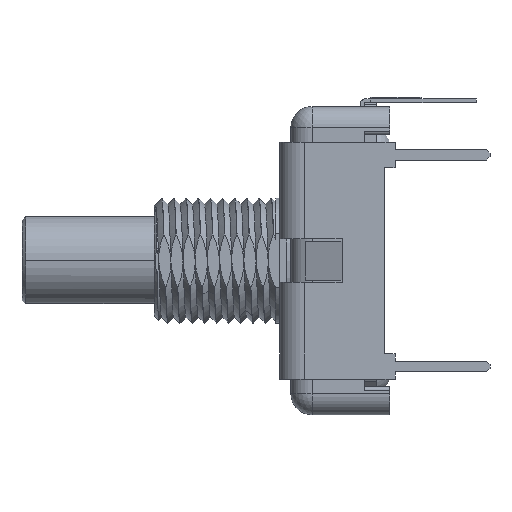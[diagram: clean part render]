
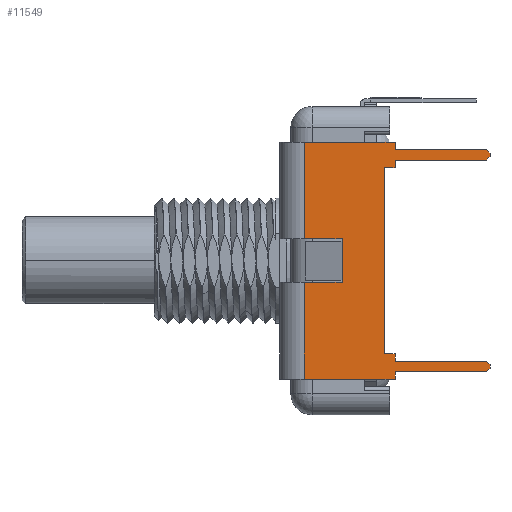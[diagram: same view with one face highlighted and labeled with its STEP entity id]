
A CAD part, left-side view. The second image highlights one B-rep face of the part: STEP entity #11549.
In plain terms, the highlighted planar face has unit normal (-1, 0, 0).
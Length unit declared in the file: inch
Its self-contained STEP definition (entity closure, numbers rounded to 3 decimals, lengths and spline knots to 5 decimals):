
#2506=DIRECTION('',(0.,0.,-1.));
#2507=VECTOR('',#2506,0.2745);
#2508=CARTESIAN_POINT('',(-0.46,0.17,0.336));
#2509=LINE('',#2508,#2507);
#2530=DIRECTION('',(0.,0.,-1.));
#2531=VECTOR('',#2530,0.2745);
#2532=CARTESIAN_POINT('',(-0.46,0.17,-0.0615));
#2533=LINE('',#2532,#2531);
#2534=DIRECTION('',(0.,1.,0.));
#2535=VECTOR('',#2534,0.25746);
#2536=CARTESIAN_POINT('',(-0.46,-0.08746,0.336));
#2537=LINE('',#2536,#2535);
#2538=DIRECTION('',(0.,0.,1.));
#2539=VECTOR('',#2538,0.021);
#2540=CARTESIAN_POINT('',(-0.46,-0.08746,0.315));
#2541=LINE('',#2540,#2539);
#2542=DIRECTION('',(0.,1.,0.));
#2543=VECTOR('',#2542,0.259);
#2544=CARTESIAN_POINT('',(-0.46,-0.34646,0.315));
#2545=LINE('',#2544,#2543);
#2546=DIRECTION('',(0.,0.707,0.707));
#2547=VECTOR('',#2546,0.01414);
#2548=CARTESIAN_POINT('',(-0.46,-0.35646,0.305));
#2549=LINE('',#2548,#2547);
#2550=DIRECTION('',(0.,0.,1.));
#2551=VECTOR('',#2550,0.01);
#2552=CARTESIAN_POINT('',(-0.46,-0.35646,0.295));
#2553=LINE('',#2552,#2551);
#2554=DIRECTION('',(0.,-0.707,0.707));
#2555=VECTOR('',#2554,0.01414);
#2556=CARTESIAN_POINT('',(-0.46,-0.34646,0.285));
#2557=LINE('',#2556,#2555);
#2558=DIRECTION('',(0.,-1.,0.));
#2559=VECTOR('',#2558,0.259);
#2560=CARTESIAN_POINT('',(-0.46,-0.08746,0.285));
#2561=LINE('',#2560,#2559);
#2562=DIRECTION('',(0.,0.,1.));
#2563=VECTOR('',#2562,0.021);
#2564=CARTESIAN_POINT('',(-0.46,-0.08746,0.264));
#2565=LINE('',#2564,#2563);
#2566=DIRECTION('',(0.,-1.,0.));
#2567=VECTOR('',#2566,0.03);
#2568=CARTESIAN_POINT('',(-0.46,-0.05746,0.264));
#2569=LINE('',#2568,#2567);
#2570=DIRECTION('',(0.,0.,1.));
#2571=VECTOR('',#2570,0.528);
#2572=CARTESIAN_POINT('',(-0.46,-0.05746,-0.264));
#2573=LINE('',#2572,#2571);
#2574=DIRECTION('',(0.,1.,0.));
#2575=VECTOR('',#2574,0.03);
#2576=CARTESIAN_POINT('',(-0.46,-0.08746,-0.264));
#2577=LINE('',#2576,#2575);
#2578=DIRECTION('',(0.,0.,1.));
#2579=VECTOR('',#2578,0.021);
#2580=CARTESIAN_POINT('',(-0.46,-0.08746,-0.285));
#2581=LINE('',#2580,#2579);
#2582=DIRECTION('',(0.,1.,0.));
#2583=VECTOR('',#2582,0.259);
#2584=CARTESIAN_POINT('',(-0.46,-0.34646,-0.285));
#2585=LINE('',#2584,#2583);
#2586=DIRECTION('',(0.,0.707,0.707));
#2587=VECTOR('',#2586,0.01414);
#2588=CARTESIAN_POINT('',(-0.46,-0.35646,-0.295));
#2589=LINE('',#2588,#2587);
#2590=DIRECTION('',(0.,0.,1.));
#2591=VECTOR('',#2590,0.01);
#2592=CARTESIAN_POINT('',(-0.46,-0.35646,-0.305));
#2593=LINE('',#2592,#2591);
#2594=DIRECTION('',(0.,-0.707,0.707));
#2595=VECTOR('',#2594,0.01414);
#2596=CARTESIAN_POINT('',(-0.46,-0.34646,-0.315));
#2597=LINE('',#2596,#2595);
#2598=DIRECTION('',(0.,-1.,0.));
#2599=VECTOR('',#2598,0.259);
#2600=CARTESIAN_POINT('',(-0.46,-0.08746,-0.315));
#2601=LINE('',#2600,#2599);
#2602=DIRECTION('',(0.,0.,1.));
#2603=VECTOR('',#2602,0.021);
#2604=CARTESIAN_POINT('',(-0.46,-0.08746,-0.336));
#2605=LINE('',#2604,#2603);
#2606=DIRECTION('',(0.,-1.,0.));
#2607=VECTOR('',#2606,0.25746);
#2608=CARTESIAN_POINT('',(-0.46,0.17,-0.336));
#2609=LINE('',#2608,#2607);
#2610=DIRECTION('',(0.,1.,0.));
#2611=VECTOR('',#2610,0.10746);
#2612=CARTESIAN_POINT('',(-0.46,0.06254,-0.0615));
#2613=LINE('',#2612,#2611);
#2614=DIRECTION('',(0.,0.,-1.));
#2615=VECTOR('',#2614,0.123);
#2616=CARTESIAN_POINT('',(-0.46,0.06254,0.0615));
#2617=LINE('',#2616,#2615);
#2618=DIRECTION('',(0.,-1.,0.));
#2619=VECTOR('',#2618,0.10746);
#2620=CARTESIAN_POINT('',(-0.46,0.17,0.0615));
#2621=LINE('',#2620,#2619);
#7260=CARTESIAN_POINT('',(-0.46,-0.08746,-0.336));
#7261=CARTESIAN_POINT('',(-0.46,-0.08746,-0.315));
#7262=VERTEX_POINT('',#7260);
#7263=VERTEX_POINT('',#7261);
#7264=CARTESIAN_POINT('',(-0.46,-0.08746,-0.285));
#7265=CARTESIAN_POINT('',(-0.46,-0.08746,-0.264));
#7266=VERTEX_POINT('',#7264);
#7267=VERTEX_POINT('',#7265);
#7268=CARTESIAN_POINT('',(-0.46,-0.05746,-0.264));
#7269=VERTEX_POINT('',#7268);
#7270=CARTESIAN_POINT('',(-0.46,-0.05746,0.264));
#7271=VERTEX_POINT('',#7270);
#7272=CARTESIAN_POINT('',(-0.46,-0.08746,0.264));
#7273=VERTEX_POINT('',#7272);
#7274=CARTESIAN_POINT('',(-0.46,-0.08746,0.285));
#7275=VERTEX_POINT('',#7274);
#7276=CARTESIAN_POINT('',(-0.46,-0.08746,0.315));
#7277=CARTESIAN_POINT('',(-0.46,-0.08746,0.336));
#7278=VERTEX_POINT('',#7276);
#7279=VERTEX_POINT('',#7277);
#7312=CARTESIAN_POINT('',(-0.46,0.06254,0.0615));
#7313=CARTESIAN_POINT('',(-0.46,0.06254,-0.0615));
#7314=VERTEX_POINT('',#7312);
#7315=VERTEX_POINT('',#7313);
#7388=CARTESIAN_POINT('',(-0.46,-0.35646,0.305));
#7389=CARTESIAN_POINT('',(-0.46,-0.34646,0.315));
#7390=VERTEX_POINT('',#7388);
#7391=VERTEX_POINT('',#7389);
#7392=CARTESIAN_POINT('',(-0.46,-0.34646,0.285));
#7393=CARTESIAN_POINT('',(-0.46,-0.35646,0.295));
#7394=VERTEX_POINT('',#7392);
#7395=VERTEX_POINT('',#7393);
#7396=CARTESIAN_POINT('',(-0.46,-0.34646,-0.315));
#7397=CARTESIAN_POINT('',(-0.46,-0.35646,-0.305));
#7398=VERTEX_POINT('',#7396);
#7399=VERTEX_POINT('',#7397);
#7400=CARTESIAN_POINT('',(-0.46,-0.35646,-0.295));
#7401=CARTESIAN_POINT('',(-0.46,-0.34646,-0.285));
#7402=VERTEX_POINT('',#7400);
#7403=VERTEX_POINT('',#7401);
#7476=CARTESIAN_POINT('',(-0.46,0.17,0.336));
#7477=VERTEX_POINT('',#7476);
#7478=CARTESIAN_POINT('',(-0.46,0.17,-0.336));
#7479=VERTEX_POINT('',#7478);
#7488=CARTESIAN_POINT('',(-0.46,0.17,0.0615));
#7489=VERTEX_POINT('',#7488);
#7494=CARTESIAN_POINT('',(-0.46,0.17,-0.0615));
#7495=VERTEX_POINT('',#7494);
#11497=CARTESIAN_POINT('',(-0.46,0.64854,0.));
#11498=DIRECTION('',(-1.,0.,0.));
#11499=DIRECTION('',(0.,1.,0.));
#11500=AXIS2_PLACEMENT_3D('',#11497,#11498,#11499);
#11501=PLANE('',#11500);
#11502=ORIENTED_EDGE('',*,*,#11473,.F.);
#11504=ORIENTED_EDGE('',*,*,#11503,.F.);
#11506=ORIENTED_EDGE('',*,*,#11505,.F.);
#11508=ORIENTED_EDGE('',*,*,#11507,.F.);
#11510=ORIENTED_EDGE('',*,*,#11509,.F.);
#11512=ORIENTED_EDGE('',*,*,#11511,.F.);
#11514=ORIENTED_EDGE('',*,*,#11513,.F.);
#11516=ORIENTED_EDGE('',*,*,#11515,.F.);
#11518=ORIENTED_EDGE('',*,*,#11517,.F.);
#11520=ORIENTED_EDGE('',*,*,#11519,.F.);
#11522=ORIENTED_EDGE('',*,*,#11521,.F.);
#11524=ORIENTED_EDGE('',*,*,#11523,.F.);
#11526=ORIENTED_EDGE('',*,*,#11525,.F.);
#11528=ORIENTED_EDGE('',*,*,#11527,.F.);
#11530=ORIENTED_EDGE('',*,*,#11529,.F.);
#11532=ORIENTED_EDGE('',*,*,#11531,.F.);
#11534=ORIENTED_EDGE('',*,*,#11533,.F.);
#11536=ORIENTED_EDGE('',*,*,#11535,.F.);
#11538=ORIENTED_EDGE('',*,*,#11537,.F.);
#11540=ORIENTED_EDGE('',*,*,#11539,.F.);
#11541=ORIENTED_EDGE('',*,*,#11492,.F.);
#11543=ORIENTED_EDGE('',*,*,#11542,.F.);
#11545=ORIENTED_EDGE('',*,*,#11544,.F.);
#11546=ORIENTED_EDGE('',*,*,#11382,.F.);
#11547=EDGE_LOOP('',(#11502,#11504,#11506,#11508,#11510,#11512,#11514,#11516,
#11518,#11520,#11522,#11524,#11526,#11528,#11530,#11532,#11534,#11536,#11538,
#11540,#11541,#11543,#11545,#11546));
#11548=FACE_OUTER_BOUND('',#11547,.F.);
#11382=EDGE_CURVE('',#7489,#7314,#2621,.T.);
#11473=EDGE_CURVE('',#7477,#7489,#2509,.T.);
#11492=EDGE_CURVE('',#7495,#7479,#2533,.T.);
#11503=EDGE_CURVE('',#7279,#7477,#2537,.T.);
#11505=EDGE_CURVE('',#7278,#7279,#2541,.T.);
#11507=EDGE_CURVE('',#7391,#7278,#2545,.T.);
#11509=EDGE_CURVE('',#7390,#7391,#2549,.T.);
#11511=EDGE_CURVE('',#7395,#7390,#2553,.T.);
#11513=EDGE_CURVE('',#7394,#7395,#2557,.T.);
#11515=EDGE_CURVE('',#7275,#7394,#2561,.T.);
#11517=EDGE_CURVE('',#7273,#7275,#2565,.T.);
#11519=EDGE_CURVE('',#7271,#7273,#2569,.T.);
#11521=EDGE_CURVE('',#7269,#7271,#2573,.T.);
#11523=EDGE_CURVE('',#7267,#7269,#2577,.T.);
#11525=EDGE_CURVE('',#7266,#7267,#2581,.T.);
#11527=EDGE_CURVE('',#7403,#7266,#2585,.T.);
#11529=EDGE_CURVE('',#7402,#7403,#2589,.T.);
#11531=EDGE_CURVE('',#7399,#7402,#2593,.T.);
#11533=EDGE_CURVE('',#7398,#7399,#2597,.T.);
#11535=EDGE_CURVE('',#7263,#7398,#2601,.T.);
#11537=EDGE_CURVE('',#7262,#7263,#2605,.T.);
#11539=EDGE_CURVE('',#7479,#7262,#2609,.T.);
#11542=EDGE_CURVE('',#7315,#7495,#2613,.T.);
#11544=EDGE_CURVE('',#7314,#7315,#2617,.T.);
#11549=ADVANCED_FACE('',(#11548),#11501,.T.);
